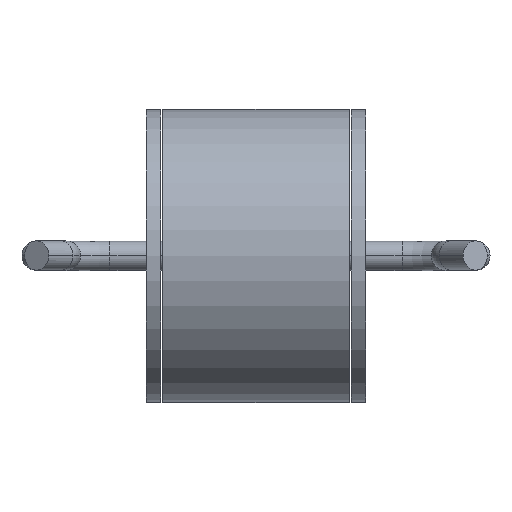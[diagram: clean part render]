
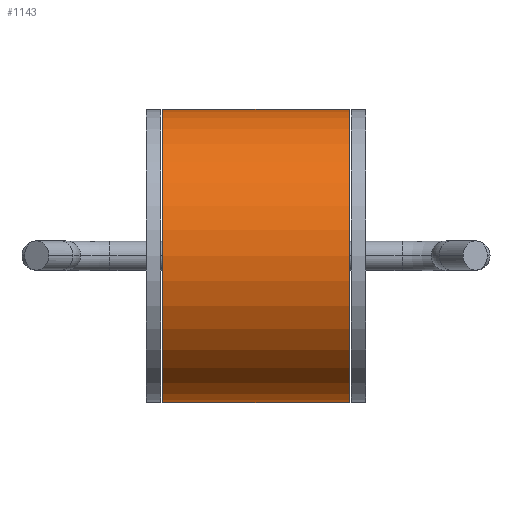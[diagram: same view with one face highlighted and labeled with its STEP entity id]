
A CAD part, top view. The second image highlights one B-rep face of the part: STEP entity #1143.
In plain terms, the highlighted cylindrical face has radius 4 mm (diameter 8 mm), a partial arc.
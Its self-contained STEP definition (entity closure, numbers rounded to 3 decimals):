
#536=DIRECTION('',(1.,0.,0.));
#537=VECTOR('',#536,5.1);
#538=CARTESIAN_POINT('',(0.45,-4.,0.));
#539=LINE('',#538,#537);
#555=CARTESIAN_POINT('',(0.45,0.,0.));
#556=DIRECTION('',(-1.,0.,0.));
#557=DIRECTION('',(0.,-1.,0.));
#558=AXIS2_PLACEMENT_3D('',#555,#556,#557);
#560=DIRECTION('',(1.,0.,0.));
#561=VECTOR('',#560,5.1);
#562=CARTESIAN_POINT('',(0.45,4.,0.));
#563=LINE('',#562,#561);
#564=CARTESIAN_POINT('',(5.55,0.,0.));
#565=DIRECTION('',(1.,0.,0.));
#566=DIRECTION('',(0.,1.,0.));
#567=AXIS2_PLACEMENT_3D('',#564,#565,#566);
#737=CARTESIAN_POINT('',(0.45,4.,0.));
#738=CARTESIAN_POINT('',(0.45,-4.,0.));
#739=VERTEX_POINT('',#737);
#740=VERTEX_POINT('',#738);
#741=CARTESIAN_POINT('',(5.55,-4.,0.));
#742=CARTESIAN_POINT('',(5.55,4.,0.));
#743=VERTEX_POINT('',#741);
#744=VERTEX_POINT('',#742);
#1132=CARTESIAN_POINT('',(0.,0.,0.));
#1133=DIRECTION('',(1.,0.,0.));
#1134=DIRECTION('',(0.,-1.,0.));
#1135=AXIS2_PLACEMENT_3D('',#1132,#1133,#1134);
#1136=CYLINDRICAL_SURFACE('',#1135,4.);
#1137=ORIENTED_EDGE('',*,*,#1121,.T.);
#1138=ORIENTED_EDGE('',*,*,#1110,.T.);
#1139=ORIENTED_EDGE('',*,*,#1090,.T.);
#1140=ORIENTED_EDGE('',*,*,#1107,.F.);
#1141=EDGE_LOOP('',(#1137,#1138,#1139,#1140));
#1142=FACE_OUTER_BOUND('',#1141,.F.);
#559=CIRCLE('',#558,4.);
#568=CIRCLE('',#567,4.);
#1090=EDGE_CURVE('',#744,#743,#568,.T.);
#1107=EDGE_CURVE('',#740,#743,#539,.T.);
#1110=EDGE_CURVE('',#739,#744,#563,.T.);
#1121=EDGE_CURVE('',#740,#739,#559,.T.);
#1143=ADVANCED_FACE('',(#1142),#1136,.T.);
